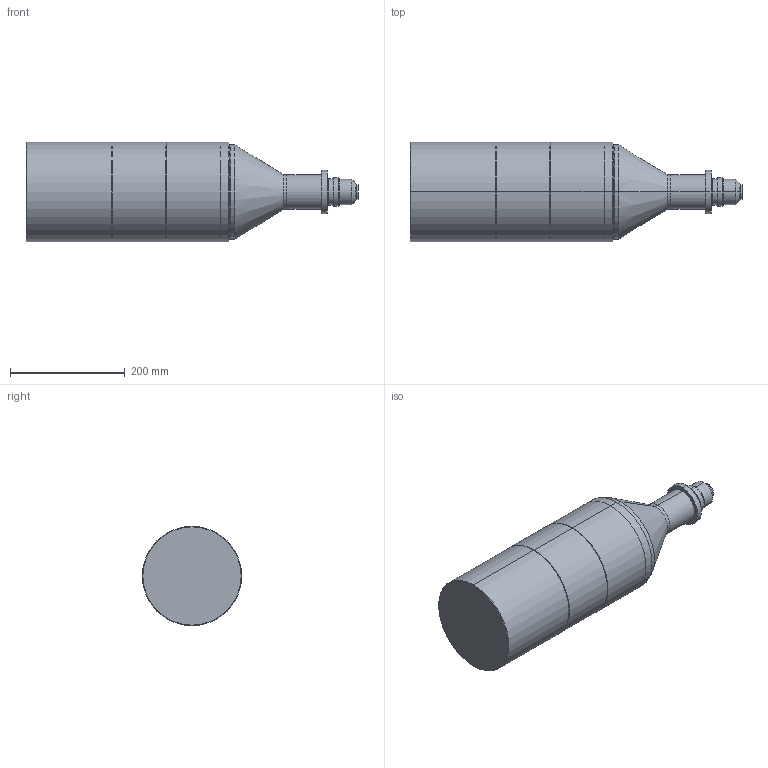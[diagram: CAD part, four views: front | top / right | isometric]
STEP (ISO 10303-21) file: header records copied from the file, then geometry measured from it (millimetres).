
FILE_DESCRIPTION (( 'STEP AP203' ), '1' );
FILE_NAME ('S5LPJ1860_02.STEP', '2016-02-10T07:31:25', ( 'poweredge' ), ( 'Hewlett-Packard Company' ), 'SwSTEP 2.0', 'SolidWorks 2015', '' );
FILE_SCHEMA (( 'CONFIG_CONTROL_DESIGN' ));
Length unit declared in the file: millimetre
Products named in the file (1): S5LPJ1860_02
Bounding box: 577.88 x 173 x 173 mm (x, y, z)
Volume: 9730107.1 mm3; surface area: 289935.9 mm2
Topology: 1 solids, 1 shells, 73 faces, 144 edges, 86 vertices
Faces by surface type: cylinder 36, plane 15, cone 14, torus 8
Entity records: 1969 total; most frequent: DIRECTION 386, CARTESIAN_POINT 304, ORIENTED_EDGE 288, AXIS2_PLACEMENT_3D 168, EDGE_CURVE 144, CIRCLE 94, EDGE_LOOP 86, VERTEX_POINT 86
